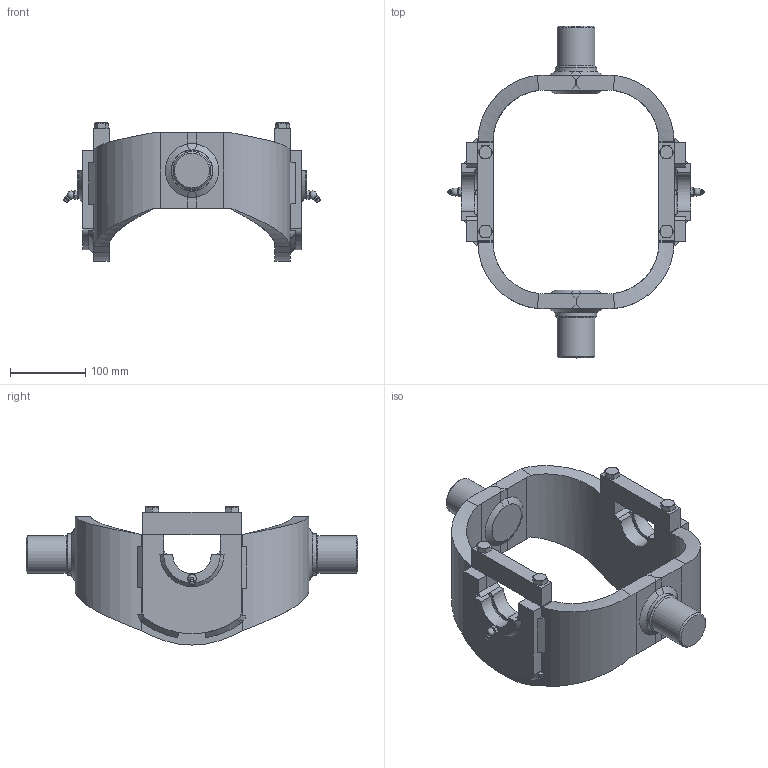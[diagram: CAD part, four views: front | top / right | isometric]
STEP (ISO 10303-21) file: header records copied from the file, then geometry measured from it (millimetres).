
FILE_DESCRIPTION( ( 'Unknown' ), '1' );
FILE_NAME( 'CULLA05.stp', 'Unknown', ( 'Unknown' ), ( 'Unknown' ), 'PSStep 16.0.42', 'Unknown', ' ' );
FILE_SCHEMA( ( 'AUTOMOTIVE_DESIGN { 1 0 10303 214 1 1 1 1 }' ) );
Length unit declared in the file: millimetre
Products named in the file (90): 2224; 2199; Assem1; Saldatura d'angolo 1-oa0; Saldatura d'angolo 2-oa1; Saldatura d'angolo 3-oa2; Saldatura d'angolo 4-oa3; Saldatura d'angolo 5-oa4; 2657_3; 2657_1-oa5; 2657_1-oa6; 2657_2; 2657_4; 2657_5; VTE M10x50; VTE M10x50-oa7; VTE M10x50-oa8; VTE M10x50-oa9
Assembly tree (94 placements, depth 3):
  Assem1
    Saldatura d'angolo 1-oa0
    Saldatura d'angolo 1-oa0
    Saldatura d'angolo 1-oa0
    Saldatura d'angolo 1-oa0
    Saldatura d'angolo 1-oa0
    Saldatura d'angolo 1-oa0
    Saldatura d'angolo 1-oa0
    Saldatura d'angolo 1-oa0
    Saldatura d'angolo 1-oa0
    Saldatura d'angolo 1-oa0
    Saldatura d'angolo 1-oa0
    Saldatura d'angolo 1-oa0
    Saldatura d'angolo 1-oa0
    Saldatura d'angolo 1-oa0
    Saldatura d'angolo 1-oa0
    Saldatura d'angolo 1-oa0
    Saldatura d'angolo 2-oa1
    Saldatura d'angolo 2-oa1
    Saldatura d'angolo 2-oa1
    Saldatura d'angolo 2-oa1
    Saldatura d'angolo 2-oa1
    Saldatura d'angolo 2-oa1
    Saldatura d'angolo 2-oa1
    Saldatura d'angolo 2-oa1
    Saldatura d'angolo 2-oa1
    Saldatura d'angolo 2-oa1
    Saldatura d'angolo 2-oa1
    Saldatura d'angolo 2-oa1
    Saldatura d'angolo 2-oa1
    Saldatura d'angolo 2-oa1
    Saldatura d'angolo 2-oa1
    Saldatura d'angolo 2-oa1
    Saldatura d'angolo 2-oa1
    Saldatura d'angolo 2-oa1
    Saldatura d'angolo 2-oa1
    Saldatura d'angolo 2-oa1
    Saldatura d'angolo 2-oa1
    Saldatura d'angolo 2-oa1
    Saldatura d'angolo 2-oa1
    Saldatura d'angolo 2-oa1
    Saldatura d'angolo 2-oa1
    Saldatura d'angolo 2-oa1
    Saldatura d'angolo 2-oa1
    Saldatura d'angolo 2-oa1
    Saldatura d'angolo 2-oa1
    Saldatura d'angolo 2-oa1
    Saldatura d'angolo 2-oa1
    Saldatura d'angolo 2-oa1
    Saldatura d'angolo 3-oa2
    Saldatura d'angolo 3-oa2
    Saldatura d'angolo 3-oa2
    Saldatura d'angolo 3-oa2
    Saldatura d'angolo 3-oa2
    Saldatura d'angolo 3-oa2
    Saldatura d'angolo 3-oa2
    Saldatura d'angolo 3-oa2
    Saldatura d'angolo 4-oa3
    Saldatura d'angolo 4-oa3
    Saldatura d'angolo 4-oa3
Bounding box: 339.84 x 440 x 183 mm (x, y, z)
Volume: 2993726.5 mm3; surface area: 503671.3 mm2
Topology: 94 solids, 94 shells, 766 faces, 1601 edges, 1035 vertices
Faces by surface type: plane 488, cone 132, cylinder 106, bspline 32, torus 6, sphere 2
Full cylindrical faces by diameter (mm): 2 x2, 3.172 x2, 4 x2, 4.308 x2, 4.917 x2, 6 x2, 6.917 x2, 8 x2, 10 x10, 11.5 x4, 50 x2, 55 x2
Entity records: 25672 total; most frequent: CARTESIAN_POINT 5062, DIRECTION 2964, ORIENTED_EDGE 2656, EDGE_CURVE 1328, AXIS2_PLACEMENT_3D 1058, VERTEX_POINT 876, LINE 848, VECTOR 848
